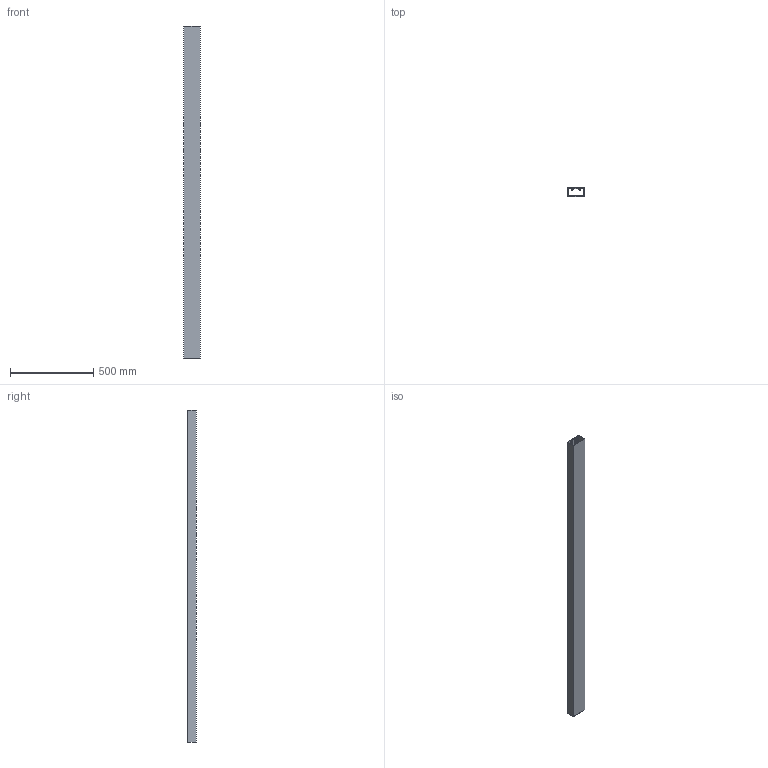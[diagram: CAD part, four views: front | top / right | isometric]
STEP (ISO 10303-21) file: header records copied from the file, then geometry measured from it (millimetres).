
FILE_DESCRIPTION (( 'STEP AP214' ), '1' );
FILE_NAME ('6112403.stp', '2016-05-11T12:02:20', ( '' ), ( '' ), 'SwSTEP 2.0', 'SolidWorks 2014', '' );
FILE_SCHEMA (( 'AUTOMOTIVE_DESIGN' ));
Length unit declared in the file: millimetre
Products named in the file (5): 069963_L=2000; 063500_L=2000; 070047_L=2000; 6112403; 070048_L=2000
Assembly tree (4 placements, depth 3):
  6112403
    069963_L=2000
    070048_L=2000
      070047_L=2000
      063500_L=2000
Bounding box: 100 x 53 x 2000 mm (x, y, z)
Volume: 1518358.2 mm3; surface area: 1582836.3 mm2
Topology: 3 solids, 3 shells, 108 faces, 306 edges, 204 vertices
Faces by surface type: plane 72, cylinder 36
Entity records: 3682 total; most frequent: CARTESIAN_POINT 626, ORIENTED_EDGE 612, DIRECTION 610, EDGE_CURVE 306, VECTOR 234, LINE 234, VERTEX_POINT 204, AXIS2_PLACEMENT_3D 188
